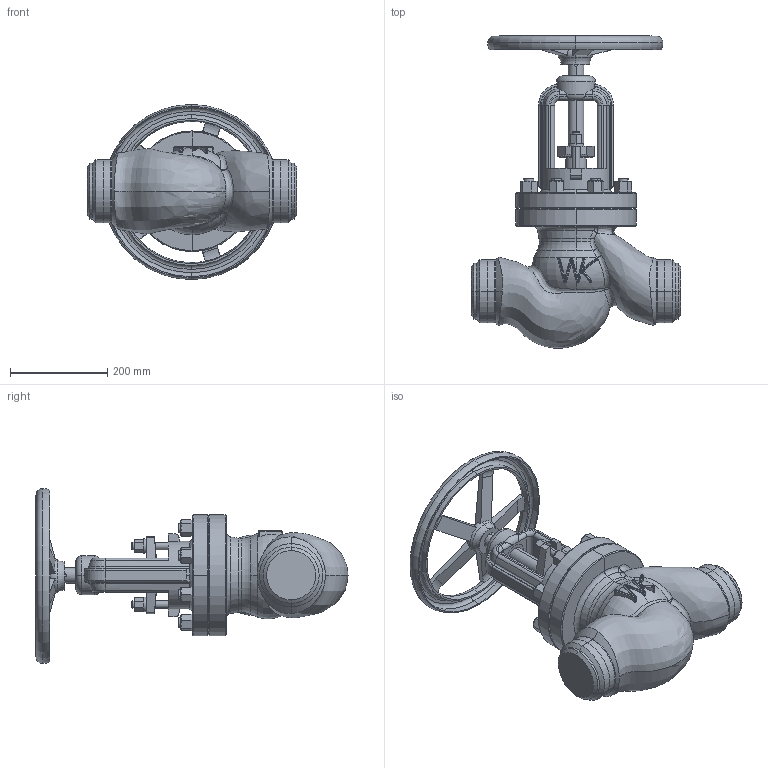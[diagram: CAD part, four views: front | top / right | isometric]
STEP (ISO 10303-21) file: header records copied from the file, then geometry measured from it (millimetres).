
FILE_DESCRIPTION (( 'STEP AP214' ), '1' );
FILE_NAME ('[100] 530S DN100 3-4923 katalog uproszczony.STEP', '2015-03-18T07:53:12', ( '' ), ( '' ), 'SwSTEP 2.0', 'SolidWorks 2015', '' );
FILE_SCHEMA (( 'AUTOMOTIVE_DESIGN' ));
Length unit declared in the file: millimetre
Products named in the file (1): [100] 530S DN100 3-4923 katalog uproszczony
Bounding box: 430 x 641.31 x 360 mm (x, y, z)
Volume: 15408788.7 mm3; surface area: 804900.3 mm2
Topology: 1 solids, 1 shells, 671 faces, 1641 edges, 982 vertices
Faces by surface type: plane 203, cylinder 178, cone 176, torus 61, bspline 32, sphere 21
Entity records: 41594 total; most frequent: CARTESIAN_POINT 21311, ORIENTED_EDGE 3252, DIRECTION 2998, EDGE_CURVE 1626, AXIS2_PLACEMENT_3D 1269, VERTEX_POINT 982, EDGE_LOOP 730, FACE_OUTER_BOUND 671
